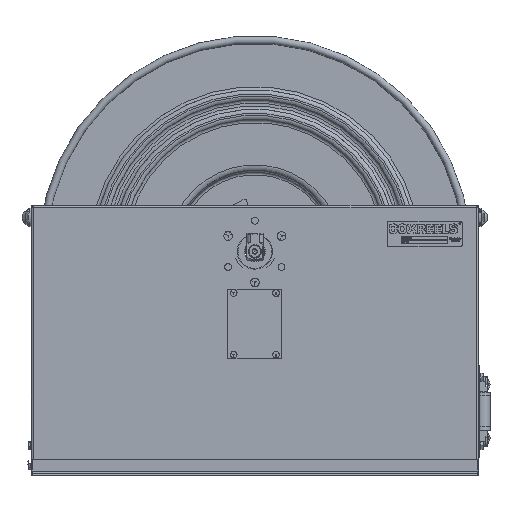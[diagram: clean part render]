
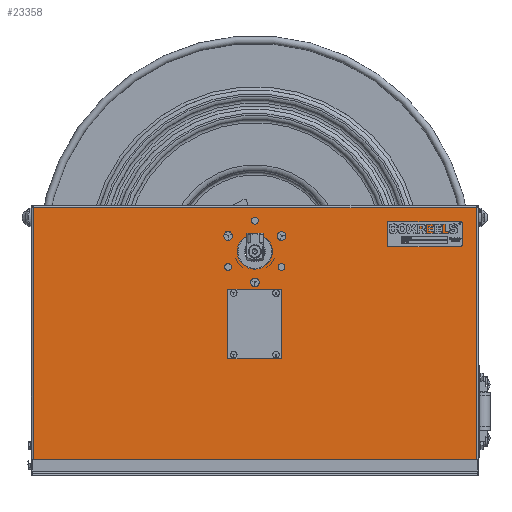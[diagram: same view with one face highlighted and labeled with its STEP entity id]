
A CAD part, top view. The second image highlights one B-rep face of the part: STEP entity #23358.
In plain terms, the highlighted planar face has unit normal (0, 0, 1).
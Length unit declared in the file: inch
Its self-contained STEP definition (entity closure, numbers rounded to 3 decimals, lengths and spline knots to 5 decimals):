
#1322=FACE_BOUND('',#3215,.T.);
#1323=FACE_BOUND('',#3216,.T.);
#1324=FACE_BOUND('',#3217,.T.);
#1325=FACE_BOUND('',#3218,.T.);
#1326=FACE_BOUND('',#3219,.T.);
#1327=FACE_BOUND('',#3220,.T.);
#1328=FACE_BOUND('',#3221,.T.);
#1329=FACE_BOUND('',#3222,.T.);
#1330=FACE_BOUND('',#3223,.T.);
#1331=FACE_BOUND('',#3224,.T.);
#1332=FACE_BOUND('',#3225,.T.);
#1333=FACE_BOUND('',#3226,.T.);
#1915=CIRCLE('',#24056,0.155);
#1916=CIRCLE('',#24057,0.155);
#1917=CIRCLE('',#24058,0.155);
#1918=CIRCLE('',#24059,0.155);
#1919=CIRCLE('',#24060,0.22);
#1920=CIRCLE('',#24061,0.22);
#1921=CIRCLE('',#24062,0.22);
#1922=CIRCLE('',#24063,0.22);
#1923=CIRCLE('',#24064,0.22);
#1924=CIRCLE('',#24065,0.22);
#1925=CIRCLE('',#24066,1.14);
#2788=FACE_OUTER_BOUND('',#3214,.T.);
#3214=EDGE_LOOP('',(#17966,#17967,#17968,#17969));
#3215=EDGE_LOOP('',(#17970,#17971,#17972,#17973));
#3216=EDGE_LOOP('',(#17974));
#3217=EDGE_LOOP('',(#17975));
#3218=EDGE_LOOP('',(#17976));
#3219=EDGE_LOOP('',(#17977));
#3220=EDGE_LOOP('',(#17978));
#3221=EDGE_LOOP('',(#17979));
#3222=EDGE_LOOP('',(#17980));
#3223=EDGE_LOOP('',(#17981));
#3224=EDGE_LOOP('',(#17982));
#3225=EDGE_LOOP('',(#17983));
#3226=EDGE_LOOP('',(#17984));
#4184=LINE('',#30466,#6659);
#4185=LINE('',#30472,#6660);
#4188=LINE('',#30482,#6663);
#4194=LINE('',#30503,#6669);
#4195=LINE('',#30506,#6670);
#4196=LINE('',#30508,#6671);
#4197=LINE('',#30510,#6672);
#4198=LINE('',#30511,#6673);
#6659=VECTOR('',#25391,17.3506);
#6660=VECTOR('',#25398,28.7012);
#6663=VECTOR('',#25407,17.3506);
#6669=VECTOR('',#25427,28.7012);
#6670=VECTOR('',#25428,4.);
#6671=VECTOR('',#25429,2.);
#6672=VECTOR('',#25430,4.);
#6673=VECTOR('',#25431,2.);
#9158=VERTEX_POINT('',#30463);
#9159=VERTEX_POINT('',#30465);
#9161=VERTEX_POINT('',#30471);
#9165=VERTEX_POINT('',#30481);
#9174=VERTEX_POINT('',#30504);
#9175=VERTEX_POINT('',#30505);
#9176=VERTEX_POINT('',#30507);
#9177=VERTEX_POINT('',#30509);
#9178=VERTEX_POINT('',#30512);
#9179=VERTEX_POINT('',#30514);
#9180=VERTEX_POINT('',#30516);
#9181=VERTEX_POINT('',#30518);
#9182=VERTEX_POINT('',#30520);
#9183=VERTEX_POINT('',#30522);
#9184=VERTEX_POINT('',#30524);
#9185=VERTEX_POINT('',#30526);
#9186=VERTEX_POINT('',#30528);
#9187=VERTEX_POINT('',#30530);
#9188=VERTEX_POINT('',#30532);
#13456=EDGE_CURVE('',#9159,#9158,#4184,.T.);
#13459=EDGE_CURVE('',#9161,#9159,#4185,.T.);
#13464=EDGE_CURVE('',#9165,#9161,#4188,.T.);
#13475=EDGE_CURVE('',#9165,#9158,#4194,.T.);
#13476=EDGE_CURVE('',#9174,#9175,#4195,.T.);
#13477=EDGE_CURVE('',#9175,#9176,#4196,.T.);
#13478=EDGE_CURVE('',#9176,#9177,#4197,.T.);
#13479=EDGE_CURVE('',#9177,#9174,#4198,.T.);
#13480=EDGE_CURVE('',#9178,#9178,#1915,.T.);
#13481=EDGE_CURVE('',#9179,#9179,#1916,.T.);
#13482=EDGE_CURVE('',#9180,#9180,#1917,.T.);
#13483=EDGE_CURVE('',#9181,#9181,#1918,.T.);
#13484=EDGE_CURVE('',#9182,#9182,#1919,.T.);
#13485=EDGE_CURVE('',#9183,#9183,#1920,.T.);
#13486=EDGE_CURVE('',#9184,#9184,#1921,.T.);
#13487=EDGE_CURVE('',#9185,#9185,#1922,.T.);
#13488=EDGE_CURVE('',#9186,#9186,#1923,.T.);
#13489=EDGE_CURVE('',#9187,#9187,#1924,.T.);
#13490=EDGE_CURVE('',#9188,#9188,#1925,.T.);
#17966=ORIENTED_EDGE('',*,*,#13456,.T.);
#17967=ORIENTED_EDGE('',*,*,#13475,.F.);
#17968=ORIENTED_EDGE('',*,*,#13464,.T.);
#17969=ORIENTED_EDGE('',*,*,#13459,.T.);
#17970=ORIENTED_EDGE('',*,*,#13476,.T.);
#17971=ORIENTED_EDGE('',*,*,#13477,.T.);
#17972=ORIENTED_EDGE('',*,*,#13478,.T.);
#17973=ORIENTED_EDGE('',*,*,#13479,.T.);
#17974=ORIENTED_EDGE('',*,*,#13480,.T.);
#17975=ORIENTED_EDGE('',*,*,#13481,.T.);
#17976=ORIENTED_EDGE('',*,*,#13482,.T.);
#17977=ORIENTED_EDGE('',*,*,#13483,.T.);
#17978=ORIENTED_EDGE('',*,*,#13484,.T.);
#17979=ORIENTED_EDGE('',*,*,#13485,.T.);
#17980=ORIENTED_EDGE('',*,*,#13486,.T.);
#17981=ORIENTED_EDGE('',*,*,#13487,.T.);
#17982=ORIENTED_EDGE('',*,*,#13488,.T.);
#17983=ORIENTED_EDGE('',*,*,#13489,.T.);
#17984=ORIENTED_EDGE('',*,*,#13490,.T.);
#22725=PLANE('',#24055);
#23358=ADVANCED_FACE('',(#2788,#1322,#1323,#1324,#1325,#1326,#1327,#1328,
#1329,#1330,#1331,#1332,#1333),#22725,.T.);
#24055=AXIS2_PLACEMENT_3D('',#30502,#25425,#25426);
#24056=AXIS2_PLACEMENT_3D('',#30513,#25432,#25433);
#24057=AXIS2_PLACEMENT_3D('',#30515,#25434,#25435);
#24058=AXIS2_PLACEMENT_3D('',#30517,#25436,#25437);
#24059=AXIS2_PLACEMENT_3D('',#30519,#25438,#25439);
#24060=AXIS2_PLACEMENT_3D('',#30521,#25440,#25441);
#24061=AXIS2_PLACEMENT_3D('',#30523,#25442,#25443);
#24062=AXIS2_PLACEMENT_3D('',#30525,#25444,#25445);
#24063=AXIS2_PLACEMENT_3D('',#30527,#25446,#25447);
#24064=AXIS2_PLACEMENT_3D('',#30529,#25448,#25449);
#24065=AXIS2_PLACEMENT_3D('',#30531,#25450,#25451);
#24066=AXIS2_PLACEMENT_3D('',#30533,#25452,#25453);
#25391=DIRECTION('',(0.,-1.,0.));
#25398=DIRECTION('',(-1.,0.,0.));
#25407=DIRECTION('',(0.,1.,0.));
#25425=DIRECTION('center_axis',(0.,0.,1.));
#25426=DIRECTION('ref_axis',(1.,0.,0.));
#25427=DIRECTION('',(-1.,0.,0.));
#25428=DIRECTION('',(0.,1.,0.));
#25429=DIRECTION('',(1.,0.,0.));
#25430=DIRECTION('',(0.,-1.,0.));
#25431=DIRECTION('',(-1.,0.,0.));
#25432=DIRECTION('center_axis',(0.,0.,-1.));
#25433=DIRECTION('ref_axis',(1.,0.,0.));
#25434=DIRECTION('center_axis',(0.,0.,-1.));
#25435=DIRECTION('ref_axis',(1.,0.,0.));
#25436=DIRECTION('center_axis',(0.,0.,-1.));
#25437=DIRECTION('ref_axis',(1.,0.,0.));
#25438=DIRECTION('center_axis',(0.,0.,-1.));
#25439=DIRECTION('ref_axis',(1.,0.,0.));
#25440=DIRECTION('center_axis',(0.,0.,-1.));
#25441=DIRECTION('ref_axis',(1.,0.,0.));
#25442=DIRECTION('center_axis',(0.,0.,-1.));
#25443=DIRECTION('ref_axis',(1.,0.,0.));
#25444=DIRECTION('center_axis',(0.,0.,-1.));
#25445=DIRECTION('ref_axis',(1.,0.,0.));
#25446=DIRECTION('center_axis',(0.,0.,-1.));
#25447=DIRECTION('ref_axis',(1.,0.,0.));
#25448=DIRECTION('center_axis',(0.,0.,-1.));
#25449=DIRECTION('ref_axis',(1.,0.,0.));
#25450=DIRECTION('center_axis',(0.,0.,-1.));
#25451=DIRECTION('ref_axis',(1.,0.,0.));
#25452=DIRECTION('center_axis',(0.,0.,-1.));
#25453=DIRECTION('ref_axis',(-1.,0.,0.));
#30463=CARTESIAN_POINT('',(-14.3506,-8.75,0.0747));
#30465=CARTESIAN_POINT('',(-14.3506,8.6006,0.0747));
#30466=CARTESIAN_POINT('',(-14.3506,-4.375,0.0747));
#30471=CARTESIAN_POINT('',(14.3506,8.6006,0.0747));
#30472=CARTESIAN_POINT('',(-7.25,8.6006,0.0747));
#30481=CARTESIAN_POINT('',(14.3506,-8.75,0.0747));
#30482=CARTESIAN_POINT('',(14.3506,4.3003,0.0747));
#30502=CARTESIAN_POINT('Origin',(0.,0.,
0.0747));
#30503=CARTESIAN_POINT('',(14.5,-8.75,0.0747));
#30504=CARTESIAN_POINT('',(-1.,-0.94,0.0747));
#30505=CARTESIAN_POINT('',(-1.,3.06,0.0747));
#30506=CARTESIAN_POINT('',(-1.,1.53,0.0747));
#30507=CARTESIAN_POINT('',(1.,3.06,0.0747));
#30508=CARTESIAN_POINT('',(0.5,3.06,0.0747));
#30509=CARTESIAN_POINT('',(1.,-0.94,0.0747));
#30510=CARTESIAN_POINT('',(1.,-0.47,0.0747));
#30511=CARTESIAN_POINT('',(-0.5,-0.94,0.0747));
#30512=CARTESIAN_POINT('',(1.53,-0.94,0.0747));
#30513=CARTESIAN_POINT('Origin',(1.375,-0.94,0.0747));
#30514=CARTESIAN_POINT('',(-1.22,3.06,0.0747));
#30515=CARTESIAN_POINT('Origin',(-1.375,3.06,0.0747));
#30516=CARTESIAN_POINT('',(1.53,3.06,0.0747));
#30517=CARTESIAN_POINT('Origin',(1.375,3.06,0.0747));
#30518=CARTESIAN_POINT('',(-1.22,-0.94,0.0747));
#30519=CARTESIAN_POINT('Origin',(-1.375,-0.94,0.0747));
#30520=CARTESIAN_POINT('',(1.95205,4.75,0.0747));
#30521=CARTESIAN_POINT('Origin',(1.73205,4.75,0.0747));
#30522=CARTESIAN_POINT('',(-1.51205,4.75,0.0747));
#30523=CARTESIAN_POINT('Origin',(-1.73205,4.75,0.0747));
#30524=CARTESIAN_POINT('',(0.22,7.75,0.0747));
#30525=CARTESIAN_POINT('Origin',(0.,7.75,0.0747));
#30526=CARTESIAN_POINT('',(-1.51205,6.75,0.0747));
#30527=CARTESIAN_POINT('Origin',(-1.73205,6.75,0.0747));
#30528=CARTESIAN_POINT('',(0.22,3.75,0.0747));
#30529=CARTESIAN_POINT('Origin',(0.,3.75,0.0747));
#30530=CARTESIAN_POINT('',(1.95205,6.75,0.0747));
#30531=CARTESIAN_POINT('Origin',(1.73205,6.75,0.0747));
#30532=CARTESIAN_POINT('',(1.14,5.75,0.0747));
#30533=CARTESIAN_POINT('Origin',(0.,5.75,0.0747));
